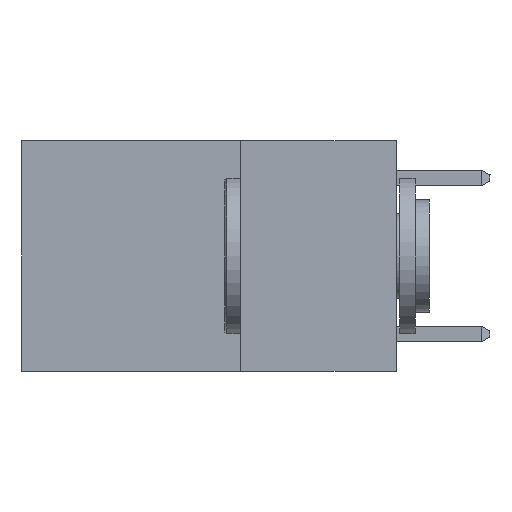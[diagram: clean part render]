
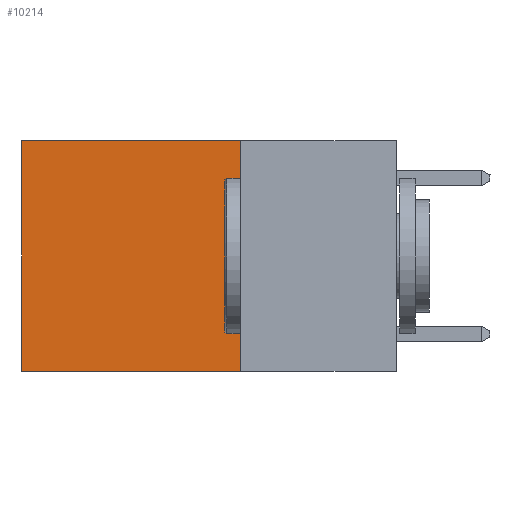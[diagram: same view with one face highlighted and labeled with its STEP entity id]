
A CAD part, left-side view. The second image highlights one B-rep face of the part: STEP entity #10214.
In plain terms, the highlighted planar face has unit normal (-1, 0, 0).
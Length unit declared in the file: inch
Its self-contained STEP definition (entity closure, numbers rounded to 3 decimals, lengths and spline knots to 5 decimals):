
#636 = VECTOR ( 'NONE', #9061, 39.37008 ) ;
#911 = DIRECTION ( 'NONE',  ( 0., 1., 0. ) ) ;
#972 = CARTESIAN_POINT ( 'NONE',  ( 0.2625, 0.25, -0.37 ) ) ;
#1420 = CARTESIAN_POINT ( 'NONE',  ( 0.2625, 0.6, 0. ) ) ;
#1884 = EDGE_LOOP ( 'NONE', ( #6516, #5720, #8239, #11102 ) ) ;
#2567 = CARTESIAN_POINT ( 'NONE',  ( 0.2625, 0.25, -0.37 ) ) ;
#2792 = VERTEX_POINT ( 'NONE', #17596 ) ;
#3184 = EDGE_CURVE ( 'NONE', #10251, #4966, #6417, .T. ) ;
#4049 = EDGE_CURVE ( 'NONE', #8354, #2792, #7626, .T. ) ;
#4231 = CARTESIAN_POINT ( 'NONE',  ( 0.2625, 0.25, 0. ) ) ;
#4966 = VERTEX_POINT ( 'NONE', #12347 ) ;
#5377 = CARTESIAN_POINT ( 'NONE',  ( 0.2625, 0.25, 0. ) ) ;
#5720 = ORIENTED_EDGE ( 'NONE', *, *, #3184, .F. ) ;
#6417 = LINE ( 'NONE', #972, #16753 ) ;
#6511 = CARTESIAN_POINT ( 'NONE',  ( 0.2625, 0.25, 0. ) ) ;
#6516 = ORIENTED_EDGE ( 'NONE', *, *, #10393, .T. ) ;
#6763 = DIRECTION ( 'NONE',  ( 0., 0., -1. ) ) ;
#6902 = VECTOR ( 'NONE', #17299, 39.37008 ) ;
#7242 = LINE ( 'NONE', #1420, #10830 ) ;
#7626 = LINE ( 'NONE', #7694, #636 ) ;
#7694 = CARTESIAN_POINT ( 'NONE',  ( 0.2625, 0.25, 0. ) ) ;
#8239 = ORIENTED_EDGE ( 'NONE', *, *, #13212, .F. ) ;
#8354 = VERTEX_POINT ( 'NONE', #4231 ) ;
#9061 = DIRECTION ( 'NONE',  ( 0., 1., 0. ) ) ;
#10214 = ADVANCED_FACE ( 'NONE', ( #16720 ), #13515, .F. ) ;
#10251 = VERTEX_POINT ( 'NONE', #2567 ) ;
#10393 = EDGE_CURVE ( 'NONE', #2792, #4966, #7242, .T. ) ;
#10830 = VECTOR ( 'NONE', #11064, 39.37008 ) ;
#11064 = DIRECTION ( 'NONE',  ( 0., 0., -1. ) ) ;
#11102 = ORIENTED_EDGE ( 'NONE', *, *, #4049, .T. ) ;
#11918 = AXIS2_PLACEMENT_3D ( 'NONE', #5377, #14886, #6763 ) ;
#12347 = CARTESIAN_POINT ( 'NONE',  ( 0.2625, 0.6, -0.37 ) ) ;
#13212 = EDGE_CURVE ( 'NONE', #8354, #10251, #14122, .T. ) ;
#13515 = PLANE ( 'NONE',  #11918 ) ;
#14122 = LINE ( 'NONE', #6511, #6902 ) ;
#14886 = DIRECTION ( 'NONE',  ( 1., 0., 0. ) ) ;
#16720 = FACE_OUTER_BOUND ( 'NONE', #1884, .T. ) ;
#16753 = VECTOR ( 'NONE', #911, 39.37008 ) ;
#17299 = DIRECTION ( 'NONE',  ( 0., 0., -1. ) ) ;
#17596 = CARTESIAN_POINT ( 'NONE',  ( 0.2625, 0.6, 0. ) ) ;
